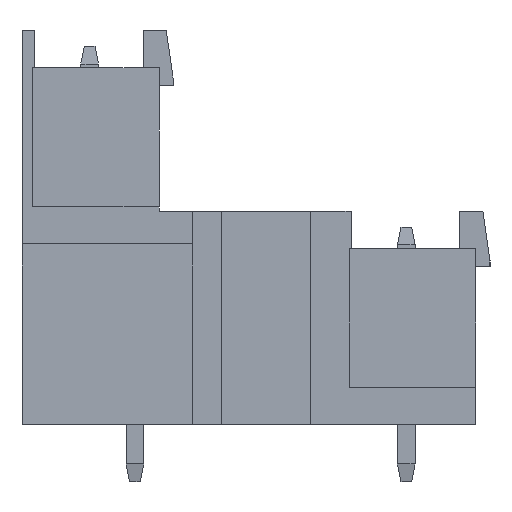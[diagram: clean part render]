
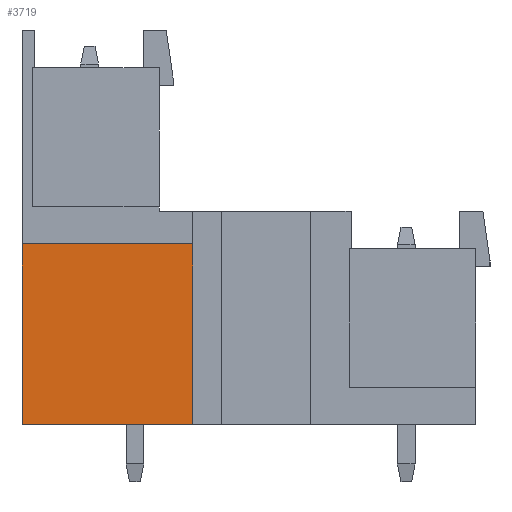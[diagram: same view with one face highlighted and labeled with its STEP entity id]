
A CAD part, left-side view. The second image highlights one B-rep face of the part: STEP entity #3719.
In plain terms, the highlighted planar face has unit normal (-1, 0, 0).
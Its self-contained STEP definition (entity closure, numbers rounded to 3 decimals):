
#3706=AXIS2_PLACEMENT_3D('Plane Axis2P3D',#3703,#3704,#3705) ;
#2579=CARTESIAN_POINT('Vertex',(2.,26.28,3.2)) ;
#2582=CARTESIAN_POINT('Line Origine',(2.,26.28,8.28)) ;
#2586=CARTESIAN_POINT('Vertex',(2.,26.28,13.36)) ;
#2695=CARTESIAN_POINT('Vertex',(2.,16.7,3.2)) ;
#2698=CARTESIAN_POINT('Line Origine',(2.,21.49,3.2)) ;
#3686=CARTESIAN_POINT('Vertex',(2.,16.7,13.36)) ;
#3689=CARTESIAN_POINT('Line Origine',(2.,16.7,8.28)) ;
#3703=CARTESIAN_POINT('Axis2P3D Location',(2.,0.,13.36)) ;
#3708=CARTESIAN_POINT('Line Origine',(2.,21.49,13.36)) ;
#2583=DIRECTION('Vector Direction',(0.,0.,-1.)) ;
#2699=DIRECTION('Vector Direction',(0.,1.,0.)) ;
#3690=DIRECTION('Vector Direction',(0.,0.,1.)) ;
#3704=DIRECTION('Axis2P3D Direction',(1.,-0.,0.)) ;
#3705=DIRECTION('Axis2P3D XDirection',(0.,0.,-1.)) ;
#3709=DIRECTION('Vector Direction',(0.,1.,0.)) ;
#2584=VECTOR('Line Direction',#2583,1.) ;
#2700=VECTOR('Line Direction',#2699,1.) ;
#3691=VECTOR('Line Direction',#3690,1.) ;
#3710=VECTOR('Line Direction',#3709,1.) ;
#3714=ORIENTED_EDGE('',*,*,#3693,.T.) ;
#3715=ORIENTED_EDGE('',*,*,#3712,.T.) ;
#3716=ORIENTED_EDGE('',*,*,#2588,.T.) ;
#3717=ORIENTED_EDGE('',*,*,#2702,.F.) ;
#3719=ADVANCED_FACE('Housing',(#3718),#3707,.F.) ;
#2588=EDGE_CURVE('',#2587,#2580,#2585,.T.) ;
#2702=EDGE_CURVE('',#2696,#2580,#2701,.T.) ;
#3693=EDGE_CURVE('',#2696,#3687,#3692,.T.) ;
#3712=EDGE_CURVE('',#3687,#2587,#3711,.T.) ;
#3713=EDGE_LOOP('',(#3714,#3715,#3716,#3717)) ;
#3718=FACE_OUTER_BOUND('',#3713,.T.) ;
#2585=LINE('Line',#2582,#2584) ;
#2701=LINE('Line',#2698,#2700) ;
#3692=LINE('Line',#3689,#3691) ;
#3711=LINE('Line',#3708,#3710) ;
#3707=PLANE('',#3706) ;
#2580=VERTEX_POINT('',#2579) ;
#2587=VERTEX_POINT('',#2586) ;
#2696=VERTEX_POINT('',#2695) ;
#3687=VERTEX_POINT('',#3686) ;
